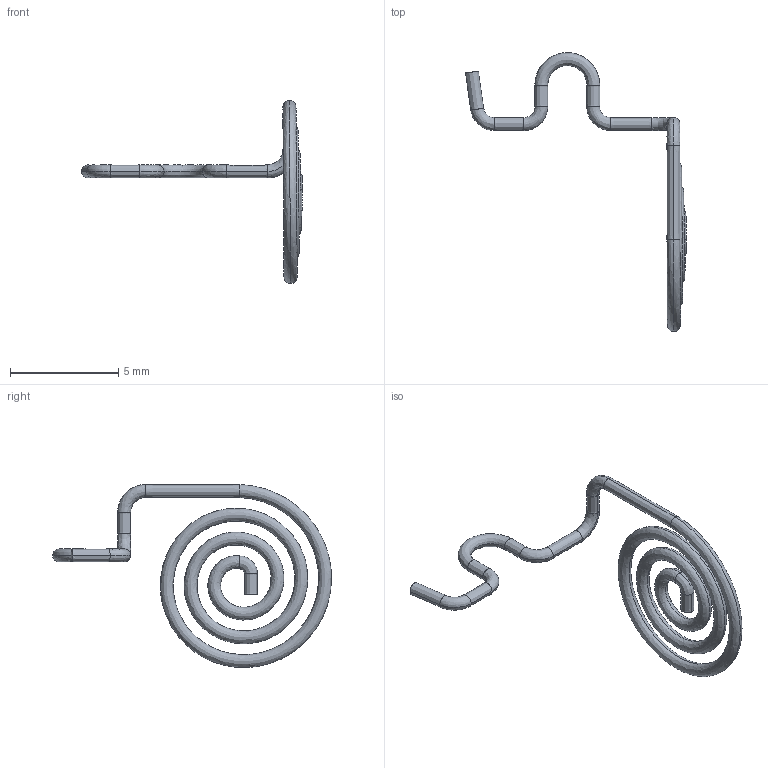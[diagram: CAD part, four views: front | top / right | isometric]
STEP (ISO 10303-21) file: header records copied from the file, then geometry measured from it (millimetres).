
FILE_DESCRIPTION(('HOOPS Exchange Step'),'2;1');
FILE_NAME('temp_export.step','2020-05-07T14:46:37-07:00',('mobile'),('Shapr3D Limited'),'HOOPS Exchange 2018.1','Shapr3D','Authorized');
FILE_SCHEMA( ('AP203_CONFIGURATION_CONTROLLED_3D_DESIGN_OF_MECHANICAL_PARTS_AND_ASSEMBLIES_MIM_LF') );
Length unit declared in the file: millimetre
Products named in the file (1): SPRING_P_R
Bounding box: 10.2 x 12.87 x 8.45 mm (x, y, z)
Volume: 20.5 mm3; surface area: 137.7 mm2
Topology: 1 solids, 1 shells, 34 faces, 70 edges, 38 vertices
Faces by surface type: bspline 16, extrusion 16, plane 2
Entity records: 2944 total; most frequent: CARTESIAN_POINT 2345, ORIENTED_EDGE 140, EDGE_CURVE 70, DIRECTION 65, B_SPLINE_CURVE_WITH_KNOTS 57, VERTEX_POINT 38, EDGE_LOOP 34, FACE_BOUND 34
